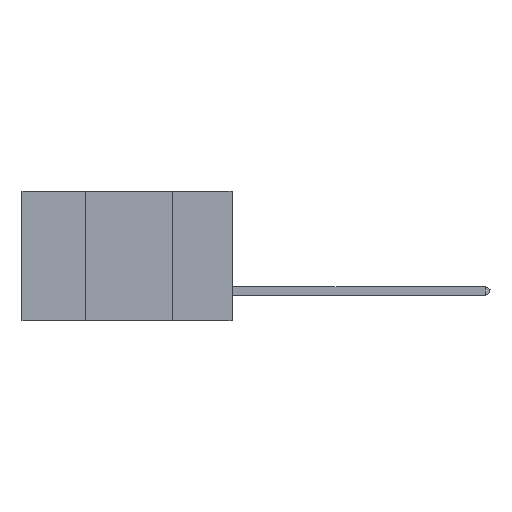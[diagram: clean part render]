
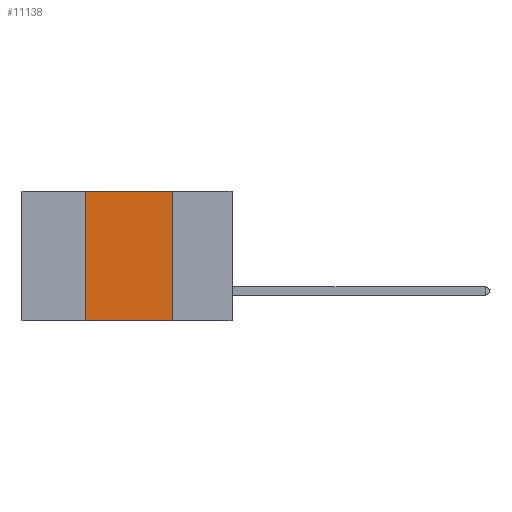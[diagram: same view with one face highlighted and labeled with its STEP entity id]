
A CAD part, left-side view. The second image highlights one B-rep face of the part: STEP entity #11138.
In plain terms, the highlighted planar face has unit normal (-1, 0, 0).
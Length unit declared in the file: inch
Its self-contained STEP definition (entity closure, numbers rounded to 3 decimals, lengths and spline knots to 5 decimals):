
#89 = VECTOR ( 'NONE', #4632, 39.37008 ) ;
#298 = DIRECTION ( 'NONE',  ( 1., 0., 0. ) ) ;
#431 = PLANE ( 'NONE',  #10554 ) ;
#441 = ORIENTED_EDGE ( 'NONE', *, *, #4411, .F. ) ;
#630 = VECTOR ( 'NONE', #7949, 39.37008 ) ;
#1035 = VERTEX_POINT ( 'NONE', #4682 ) ;
#1260 = CARTESIAN_POINT ( 'NONE',  ( 0., 0.42, 0. ) ) ;
#1659 = EDGE_CURVE ( 'NONE', #1035, #5054, #6972, .T. ) ;
#1699 = FACE_OUTER_BOUND ( 'NONE', #1793, .T. ) ;
#1793 = EDGE_LOOP ( 'NONE', ( #7337, #9235, #441, #8263 ) ) ;
#1907 = LINE ( 'NONE', #10357, #89 ) ;
#4411 = EDGE_CURVE ( 'NONE', #8356, #10513, #10185, .T. ) ;
#4632 = DIRECTION ( 'NONE',  ( 0., -1., 0. ) ) ;
#4682 = CARTESIAN_POINT ( 'NONE',  ( 0., 0.17, 0. ) ) ;
#5054 = VERTEX_POINT ( 'NONE', #11836 ) ;
#6600 = CARTESIAN_POINT ( 'NONE',  ( 0., 0.42, -0.37 ) ) ;
#6972 = LINE ( 'NONE', #11700, #7276 ) ;
#7125 = EDGE_CURVE ( 'NONE', #8356, #5054, #12210, .T. ) ;
#7276 = VECTOR ( 'NONE', #9726, 39.37008 ) ;
#7337 = ORIENTED_EDGE ( 'NONE', *, *, #1659, .F. ) ;
#7577 = DIRECTION ( 'NONE',  ( 0., -1., 0. ) ) ;
#7949 = DIRECTION ( 'NONE',  ( 0., 0., 1. ) ) ;
#8052 = DIRECTION ( 'NONE',  ( 0., 0., -1. ) ) ;
#8263 = ORIENTED_EDGE ( 'NONE', *, *, #7125, .T. ) ;
#8335 = VECTOR ( 'NONE', #7577, 39.37008 ) ;
#8356 = VERTEX_POINT ( 'NONE', #6600 ) ;
#9224 = EDGE_CURVE ( 'NONE', #10513, #1035, #1907, .T. ) ;
#9235 = ORIENTED_EDGE ( 'NONE', *, *, #9224, .F. ) ;
#9650 = CARTESIAN_POINT ( 'NONE',  ( 0., 0.6, -0.37 ) ) ;
#9726 = DIRECTION ( 'NONE',  ( 0., 0., -1. ) ) ;
#9754 = CARTESIAN_POINT ( 'NONE',  ( 0., 0.6, 0. ) ) ;
#10185 = LINE ( 'NONE', #1260, #630 ) ;
#10357 = CARTESIAN_POINT ( 'NONE',  ( 0., 0.6, 0. ) ) ;
#10513 = VERTEX_POINT ( 'NONE', #11959 ) ;
#10554 = AXIS2_PLACEMENT_3D ( 'NONE', #9754, #298, #8052 ) ;
#11138 = ADVANCED_FACE ( 'NONE', ( #1699 ), #431, .F. ) ;
#11700 = CARTESIAN_POINT ( 'NONE',  ( 0., 0.17, 0. ) ) ;
#11836 = CARTESIAN_POINT ( 'NONE',  ( 0., 0.17, -0.37 ) ) ;
#11959 = CARTESIAN_POINT ( 'NONE',  ( 0., 0.42, 0. ) ) ;
#12210 = LINE ( 'NONE', #9650, #8335 ) ;
